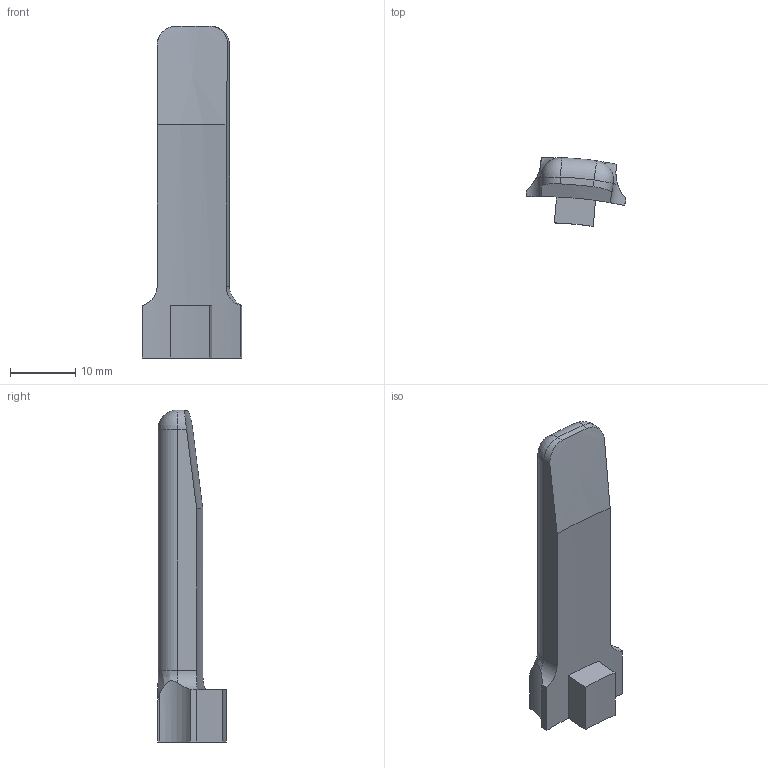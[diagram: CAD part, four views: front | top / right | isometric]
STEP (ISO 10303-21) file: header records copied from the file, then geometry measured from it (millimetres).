
FILE_DESCRIPTION(/* description */ ('Alibre Inc.'),/* implementation_level */ '2;1');
FILE_NAME(/* name */ 'export0',/* time_stamp */ '2013-10-11T23:17:00+01:00',/* author */ (''),/* organization */ (''),/* preprocessor_version */ 'ST-DEVELOPER v14',/* originating_system */ 'Alibre',/* authorisation */ '');
FILE_SCHEMA (('CONFIG_CONTROL_DESIGN'));
Length unit declared in the file: centimetre
Products named in the file (1): ID_1
Bounding box: 15.36 x 10.57 x 51 mm (x, y, z)
Volume: 3349.6 mm3; surface area: 1872.8 mm2
Topology: 1 solids, 1 shells, 28 faces, 72 edges, 44 vertices
Faces by surface type: cylinder 11, plane 11, sphere 2, bspline 2, cone 1, torus 1
Entity records: 1423 total; most frequent: CARTESIAN_POINT 704, ORIENTED_EDGE 140, DIRECTION 114, EDGE_CURVE 70, AXIS2_PLACEMENT_3D 45, VERTEX_POINT 44, VECTOR 34, LINE 34
